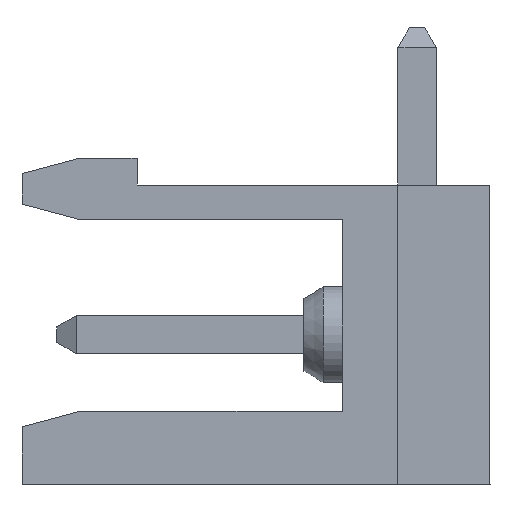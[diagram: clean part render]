
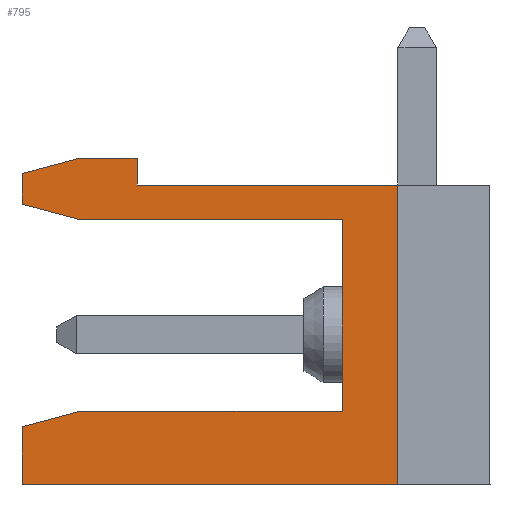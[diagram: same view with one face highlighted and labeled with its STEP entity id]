
A CAD part, left-side view. The second image highlights one B-rep face of the part: STEP entity #795.
In plain terms, the highlighted planar face has unit normal (-1, 0, 0).
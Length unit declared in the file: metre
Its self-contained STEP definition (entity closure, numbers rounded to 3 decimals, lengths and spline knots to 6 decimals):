
#795=ADVANCED_FACE('',(#1960),#1961,.F.);
#1960=FACE_OUTER_BOUND('',#3514,.T.);
#1961=PLANE('',#3515);
#3514=EDGE_LOOP('',(#5825,#5826,#5827,#5828,#5829,#5830,#5831,#5832,#5833,#5834,#5835,#5836,#5837));
#3515=AXIS2_PLACEMENT_3D('',#5838,#5839,#5840);
#5825=ORIENTED_EDGE('',*,*,#9813,.F.);
#5826=ORIENTED_EDGE('',*,*,#9814,.F.);
#5827=ORIENTED_EDGE('',*,*,#9815,.F.);
#5828=ORIENTED_EDGE('',*,*,#9287,.F.);
#5829=ORIENTED_EDGE('',*,*,#9816,.F.);
#5830=ORIENTED_EDGE('',*,*,#9817,.F.);
#5831=ORIENTED_EDGE('',*,*,#9818,.F.);
#5832=ORIENTED_EDGE('',*,*,#9195,.T.);
#5833=ORIENTED_EDGE('',*,*,#9819,.T.);
#5834=ORIENTED_EDGE('',*,*,#9820,.F.);
#5835=ORIENTED_EDGE('',*,*,#9821,.T.);
#5836=ORIENTED_EDGE('',*,*,#9822,.F.);
#5837=ORIENTED_EDGE('',*,*,#9823,.F.);
#5838=CARTESIAN_POINT('',(-0.03974,0.0098,0.000699));
#5839=DIRECTION('',(1.0,0.,0.));
#5840=DIRECTION('',(0.,-1.0,0.));
#9195=EDGE_CURVE('',#10990,#10988,#10991,.T.);
#9287=EDGE_CURVE('',#11154,#11149,#11156,.T.);
#9813=EDGE_CURVE('',#12023,#12024,#12025,.T.);
#9814=EDGE_CURVE('',#12026,#12023,#12027,.T.);
#9815=EDGE_CURVE('',#11149,#12026,#12028,.T.);
#9816=EDGE_CURVE('',#12029,#11154,#12030,.T.);
#9817=EDGE_CURVE('',#12031,#12029,#12032,.T.);
#9818=EDGE_CURVE('',#10990,#12031,#12033,.T.);
#9819=EDGE_CURVE('',#10988,#12034,#12035,.T.);
#9820=EDGE_CURVE('',#12036,#12034,#12037,.T.);
#9821=EDGE_CURVE('',#12036,#12038,#12039,.T.);
#9822=EDGE_CURVE('',#12040,#12038,#12041,.T.);
#9823=EDGE_CURVE('',#12024,#12040,#12042,.T.);
#10988=VERTEX_POINT('',#13553);
#10990=VERTEX_POINT('',#13556);
#10991=LINE('',#13557,#13558);
#11149=VERTEX_POINT('',#13793);
#11154=VERTEX_POINT('',#13800);
#11156=LINE('',#13803,#13804);
#12023=VERTEX_POINT('',#15073);
#12024=VERTEX_POINT('',#15074);
#12025=LINE('',#15075,#15076);
#12026=VERTEX_POINT('',#15077);
#12027=LINE('',#15078,#15079);
#12028=LINE('',#15080,#15081);
#12029=VERTEX_POINT('',#15082);
#12030=LINE('',#15083,#15084);
#12031=VERTEX_POINT('',#15085);
#12032=LINE('',#15086,#15087);
#12033=LINE('',#15088,#15089);
#12034=VERTEX_POINT('',#15090);
#12035=LINE('',#15091,#15092);
#12036=VERTEX_POINT('',#15093);
#12037=LINE('',#15094,#15095);
#12038=VERTEX_POINT('',#15096);
#12039=LINE('',#15097,#15098);
#12040=VERTEX_POINT('',#15099);
#12041=LINE('',#15100,#15101);
#12042=LINE('',#15102,#15103);
#13553=CARTESIAN_POINT('',(-0.03974,0.008307,-0.000901));
#13556=CARTESIAN_POINT('',(-0.03974,0.0098,-0.000501));
#13557=CARTESIAN_POINT('',(-0.03974,0.001956,-0.002603));
#13558=VECTOR('',#17141,1.0);
#13793=CARTESIAN_POINT('',(-0.03974,0.0068,0.));
#13800=CARTESIAN_POINT('',(-0.03974,0.0068,0.000699));
#13803=CARTESIAN_POINT('',(-0.03974,0.0068,0.000299));
#13804=VECTOR('',#17219,1.0);
#15073=CARTESIAN_POINT('',(-0.03974,0.,-0.007801));
#15074=CARTESIAN_POINT('',(-0.03974,0.0098,-0.007801));
#15075=CARTESIAN_POINT('',(-0.03974,0.0098,-0.007801));
#15076=VECTOR('',#17676,1.0);
#15077=CARTESIAN_POINT('',(-0.03974,0.,0.));
#15078=CARTESIAN_POINT('',(-0.03974,0.,-0.007801));
#15079=VECTOR('',#17677,1.0);
#15080=CARTESIAN_POINT('',(-0.03974,0.,0.));
#15081=VECTOR('',#17678,1.0);
#15082=CARTESIAN_POINT('',(-0.03974,0.008307,0.000699));
#15083=CARTESIAN_POINT('',(-0.03974,0.0068,0.000699));
#15084=VECTOR('',#17679,1.0);
#15085=CARTESIAN_POINT('',(-0.03974,0.0098,0.000299));
#15086=CARTESIAN_POINT('',(-0.03974,0.008307,0.000699));
#15087=VECTOR('',#17680,1.0);
#15088=CARTESIAN_POINT('',(-0.03974,0.0098,-0.006303));
#15089=VECTOR('',#17681,1.0);
#15090=CARTESIAN_POINT('',(-0.03974,0.00145,-0.000901));
#15091=CARTESIAN_POINT('',(-0.03974,0.0015,-0.000901));
#15092=VECTOR('',#17682,1.0);
#15093=CARTESIAN_POINT('',(-0.03974,0.00145,-0.005901));
#15094=CARTESIAN_POINT('',(-0.03974,0.00145,-0.000901));
#15095=VECTOR('',#17683,1.0);
#15096=CARTESIAN_POINT('',(-0.03974,0.0083,-0.005901));
#15097=CARTESIAN_POINT('',(-0.03974,0.0015,-0.005901));
#15098=VECTOR('',#17684,1.0);
#15099=CARTESIAN_POINT('',(-0.03974,0.0098,-0.006303));
#15100=CARTESIAN_POINT('',(-0.03974,0.0083,-0.005901));
#15101=VECTOR('',#17685,1.0);
#15102=CARTESIAN_POINT('',(-0.03974,0.0098,-0.006303));
#15103=VECTOR('',#17686,1.0);
#17141=DIRECTION('',(0.,-0.966,-0.259));
#17219=DIRECTION('',(0.,0.,-1.0));
#17676=DIRECTION('',(0.,1.0,0.));
#17677=DIRECTION('',(0.,0.,-1.0));
#17678=DIRECTION('',(0.,-1.0,0.));
#17679=DIRECTION('',(0.,-1.0,0.));
#17680=DIRECTION('',(0.,-0.966,0.259));
#17681=DIRECTION('',(0.,0.,1.0));
#17682=DIRECTION('',(0.,-1.0,0.));
#17683=DIRECTION('',(0.,0.,1.0));
#17684=DIRECTION('',(0.,1.0,0.));
#17685=DIRECTION('',(0.,-0.966,0.259));
#17686=DIRECTION('',(0.,0.,1.0));
